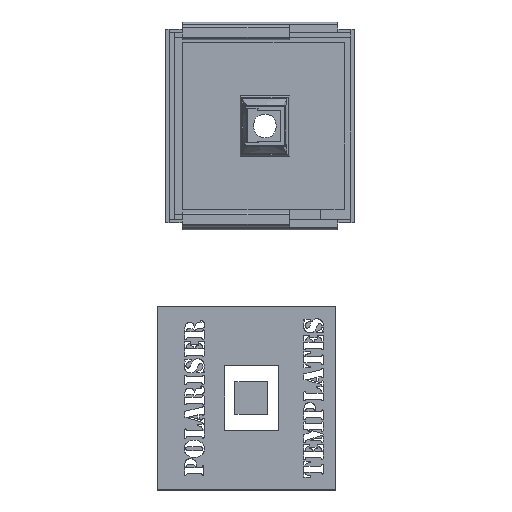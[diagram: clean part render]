
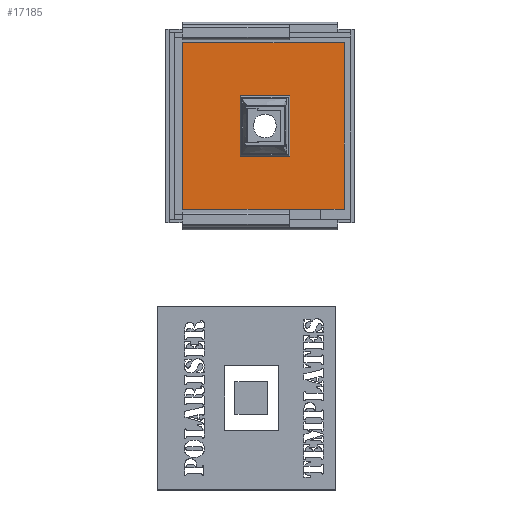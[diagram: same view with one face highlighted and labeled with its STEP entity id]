
A CAD part, top view. The second image highlights one B-rep face of the part: STEP entity #17185.
In plain terms, the highlighted planar face has unit normal (0, 0, 1).
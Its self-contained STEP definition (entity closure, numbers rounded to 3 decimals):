
#1842=FACE_BOUND('',#3209,.T.);
#1969=PLANE('',#18148);
#2282=FACE_OUTER_BOUND('',#3208,.T.);
#3208=EDGE_LOOP('',(#11885,#11886,#11887,#11888));
#3209=EDGE_LOOP('',(#11889,#11890,#11891,#11892));
#4241=LINE('',#20773,#5705);
#4287=LINE('',#20892,#5751);
#4289=LINE('',#20895,#5753);
#4290=LINE('',#20896,#5754);
#4291=LINE('',#20899,#5755);
#4292=LINE('',#20901,#5756);
#4293=LINE('',#20903,#5757);
#4294=LINE('',#20904,#5758);
#5705=VECTOR('',#18542,10.);
#5751=VECTOR('',#18664,10.);
#5753=VECTOR('',#18668,10.);
#5754=VECTOR('',#18669,10.);
#5755=VECTOR('',#18670,10.);
#5756=VECTOR('',#18671,10.);
#5757=VECTOR('',#18672,10.);
#5758=VECTOR('',#18673,10.);
#7198=VERTEX_POINT('',#20766);
#7201=VERTEX_POINT('',#20771);
#7235=VERTEX_POINT('',#20889);
#7236=VERTEX_POINT('',#20891);
#7237=VERTEX_POINT('',#20897);
#7238=VERTEX_POINT('',#20898);
#7239=VERTEX_POINT('',#20900);
#7240=VERTEX_POINT('',#20902);
#9012=EDGE_CURVE('',#7201,#7198,#4241,.T.);
#9072=EDGE_CURVE('',#7235,#7236,#4287,.T.);
#9074=EDGE_CURVE('',#7198,#7235,#4289,.T.);
#9075=EDGE_CURVE('',#7236,#7201,#4290,.T.);
#9076=EDGE_CURVE('',#7237,#7238,#4291,.T.);
#9077=EDGE_CURVE('',#7238,#7239,#4292,.T.);
#9078=EDGE_CURVE('',#7239,#7240,#4293,.T.);
#9079=EDGE_CURVE('',#7240,#7237,#4294,.T.);
#11885=ORIENTED_EDGE('',*,*,#9072,.F.);
#11886=ORIENTED_EDGE('',*,*,#9074,.F.);
#11887=ORIENTED_EDGE('',*,*,#9012,.F.);
#11888=ORIENTED_EDGE('',*,*,#9075,.F.);
#11889=ORIENTED_EDGE('',*,*,#9076,.T.);
#11890=ORIENTED_EDGE('',*,*,#9077,.T.);
#11891=ORIENTED_EDGE('',*,*,#9078,.T.);
#11892=ORIENTED_EDGE('',*,*,#9079,.T.);
#17185=ADVANCED_FACE('',(#2282,#1842),#1969,.T.);
#18148=AXIS2_PLACEMENT_3D('',#20894,#18666,#18667);
#18542=DIRECTION('',(1.,0.,0.));
#18664=DIRECTION('',(-1.,0.,0.));
#18666=DIRECTION('center_axis',(0.,0.,1.));
#18667=DIRECTION('ref_axis',(1.,0.,0.));
#18668=DIRECTION('',(0.,-1.,0.));
#18669=DIRECTION('',(0.,1.,0.));
#18670=DIRECTION('',(0.,-1.,0.));
#18671=DIRECTION('',(-1.,0.,0.));
#18672=DIRECTION('',(0.,1.,0.));
#18673=DIRECTION('',(1.,0.,0.));
#20766=CARTESIAN_POINT('',(177.5,51.768,22.836));
#20771=CARTESIAN_POINT('',(115.,51.768,22.836));
#20773=CARTESIAN_POINT('',(129.975,51.768,22.836));
#20889=CARTESIAN_POINT('',(177.5,-12.432,22.836));
#20891=CARTESIAN_POINT('',(115.,-12.432,22.836));
#20892=CARTESIAN_POINT('',(161.225,-12.432,22.836));
#20894=CARTESIAN_POINT('Origin',(144.95,19.668,22.836));
#20895=CARTESIAN_POINT('',(177.5,35.718,22.836));
#20896=CARTESIAN_POINT('',(115.,3.618,22.836));
#20897=CARTESIAN_POINT('',(156.308,31.168,22.836));
#20898=CARTESIAN_POINT('',(156.308,8.168,22.836));
#20899=CARTESIAN_POINT('',(156.308,31.168,22.836));
#20900=CARTESIAN_POINT('',(137.308,8.168,22.836));
#20901=CARTESIAN_POINT('',(156.308,8.168,22.836));
#20902=CARTESIAN_POINT('',(137.308,31.168,22.836));
#20903=CARTESIAN_POINT('',(137.308,8.168,22.836));
#20904=CARTESIAN_POINT('',(137.308,31.168,22.836));
